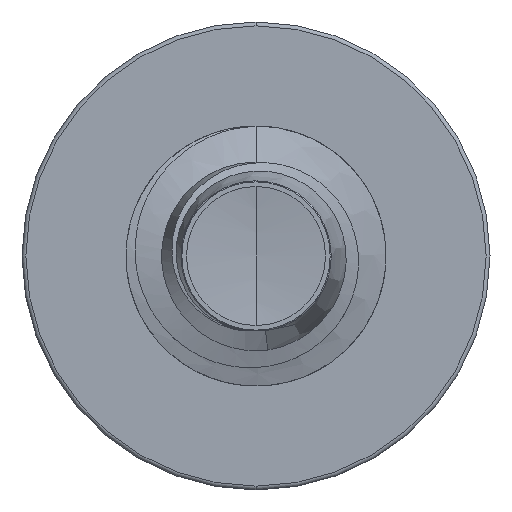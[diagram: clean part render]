
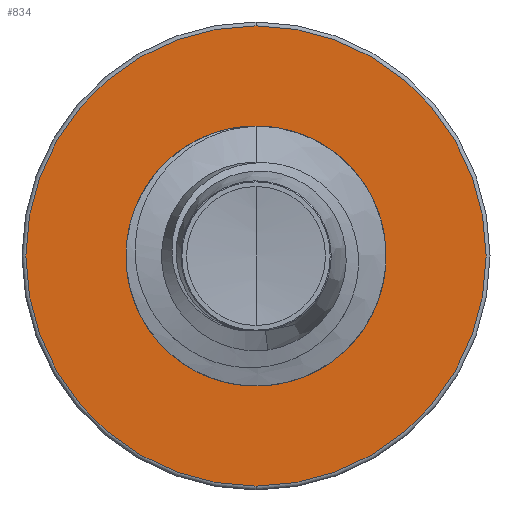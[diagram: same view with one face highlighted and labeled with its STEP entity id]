
A CAD part, front view. The second image highlights one B-rep face of the part: STEP entity #834.
In plain terms, the highlighted planar face has unit normal (0, -1, 0).
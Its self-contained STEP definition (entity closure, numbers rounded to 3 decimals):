
#167 = EDGE_CURVE ( 'NONE', #1303, #6455, #3371, .T. ) ;
#181 = CIRCLE ( 'NONE', #7949, 1.77 ) ;
#184 = ORIENTED_EDGE ( 'NONE', *, *, #5076, .F. ) ;
#455 = CARTESIAN_POINT ( 'NONE',  ( 0., 4.5, 1.77 ) ) ;
#834 = ADVANCED_FACE ( 'NONE', ( #8749, #2344 ), #1007, .F. ) ;
#924 = EDGE_LOOP ( 'NONE', ( #184, #2082 ) ) ;
#1007 = PLANE ( 'NONE',  #4172 ) ;
#1303 = VERTEX_POINT ( 'NONE', #8890 ) ;
#1989 = VERTEX_POINT ( 'NONE', #8372 ) ;
#2082 = ORIENTED_EDGE ( 'NONE', *, *, #6382, .F. ) ;
#2280 = AXIS2_PLACEMENT_3D ( 'NONE', #3753, #9350, #4555 ) ;
#2344 = FACE_BOUND ( 'NONE', #7871, .T. ) ;
#2490 = ORIENTED_EDGE ( 'NONE', *, *, #167, .T. ) ;
#2574 = DIRECTION ( 'NONE',  ( 0., 1., 0. ) ) ;
#2704 = CARTESIAN_POINT ( 'NONE',  ( 0., 4.5, 0. ) ) ;
#2872 = CARTESIAN_POINT ( 'NONE',  ( 0., 4.5, -0.986 ) ) ;
#3061 = AXIS2_PLACEMENT_3D ( 'NONE', #7387, #2574, #8187 ) ;
#3094 = CARTESIAN_POINT ( 'NONE',  ( 0., 4.5, 0. ) ) ;
#3371 = CIRCLE ( 'NONE', #6512, 0.986 ) ;
#3535 = DIRECTION ( 'NONE',  ( 0., 0., 1. ) ) ;
#3753 = CARTESIAN_POINT ( 'NONE',  ( 0., 4.5, 0. ) ) ;
#3789 = DIRECTION ( 'NONE',  ( 0., 1., 0. ) ) ;
#4172 = AXIS2_PLACEMENT_3D ( 'NONE', #2872, #3789, #6942 ) ;
#4351 = DIRECTION ( 'NONE',  ( 0., 1., 0. ) ) ;
#4555 = DIRECTION ( 'NONE',  ( 0., 0., 1. ) ) ;
#4840 = DIRECTION ( 'NONE',  ( 0., 0., 1. ) ) ;
#5002 = CIRCLE ( 'NONE', #3061, 0.986 ) ;
#5076 = EDGE_CURVE ( 'NONE', #5212, #1989, #10302, .T. ) ;
#5128 = CARTESIAN_POINT ( 'NONE',  ( 0., 4.5, -0.986 ) ) ;
#5212 = VERTEX_POINT ( 'NONE', #455 ) ;
#6382 = EDGE_CURVE ( 'NONE', #1989, #5212, #181, .T. ) ;
#6455 = VERTEX_POINT ( 'NONE', #5128 ) ;
#6512 = AXIS2_PLACEMENT_3D ( 'NONE', #3094, #4351, #4840 ) ;
#6942 = DIRECTION ( 'NONE',  ( 0., 0., 1. ) ) ;
#7387 = CARTESIAN_POINT ( 'NONE',  ( 0., 4.5, 0. ) ) ;
#7871 = EDGE_LOOP ( 'NONE', ( #2490, #8088 ) ) ;
#7949 = AXIS2_PLACEMENT_3D ( 'NONE', #2704, #8316, #3535 ) ;
#8088 = ORIENTED_EDGE ( 'NONE', *, *, #9136, .T. ) ;
#8187 = DIRECTION ( 'NONE',  ( 0., 0., 1. ) ) ;
#8316 = DIRECTION ( 'NONE',  ( 0., 1., 0. ) ) ;
#8372 = CARTESIAN_POINT ( 'NONE',  ( 0., 4.5, -1.77 ) ) ;
#8749 = FACE_OUTER_BOUND ( 'NONE', #924, .T. ) ;
#8890 = CARTESIAN_POINT ( 'NONE',  ( 0., 4.5, 0.986 ) ) ;
#9136 = EDGE_CURVE ( 'NONE', #6455, #1303, #5002, .T. ) ;
#9350 = DIRECTION ( 'NONE',  ( 0., 1., 0. ) ) ;
#10302 = CIRCLE ( 'NONE', #2280, 1.77 ) ;
